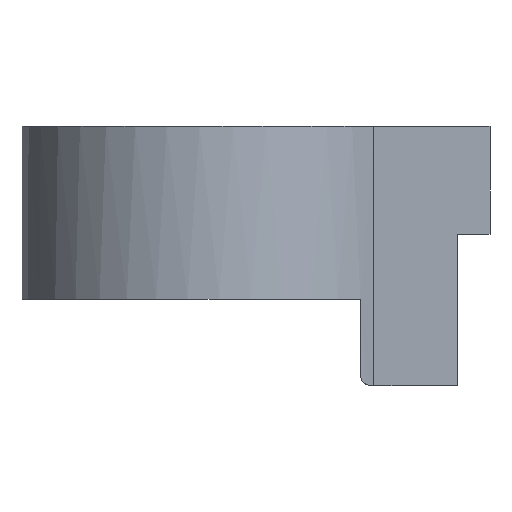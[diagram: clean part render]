
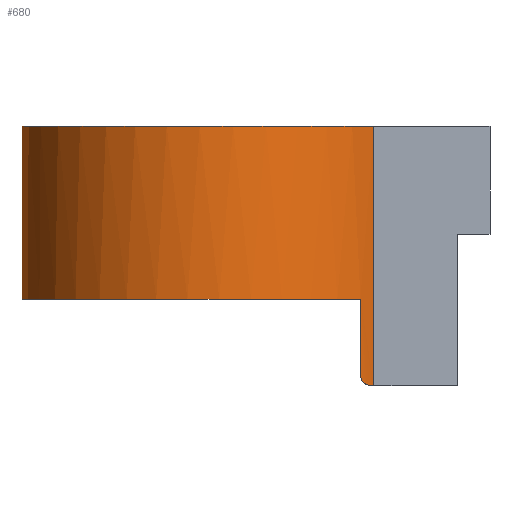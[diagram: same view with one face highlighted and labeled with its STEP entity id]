
A CAD part, front view. The second image highlights one B-rep face of the part: STEP entity #680.
In plain terms, the highlighted cylindrical face has radius 9 mm (diameter 18 mm), a partial arc.
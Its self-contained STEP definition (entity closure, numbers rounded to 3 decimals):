
#40 = VERTEX_POINT('',#41);
#41 = CARTESIAN_POINT('',(-7.168,-1.,12.));
#49 = EDGE_CURVE('',#40,#50,#52,.T.);
#50 = VERTEX_POINT('',#51);
#51 = CARTESIAN_POINT('',(9.122,-5.2,12.));
#52 = CIRCLE('',#53,9.);
#53 = AXIS2_PLACEMENT_3D('',#54,#55,#56);
#54 = CARTESIAN_POINT('',(1.776,0.,12.));
#55 = DIRECTION('',(0.,0.,1.));
#56 = DIRECTION('',(1.,0.,-0.));
#662 = VERTEX_POINT('',#663);
#663 = CARTESIAN_POINT('',(-7.168,-1.,4.));
#669 = EDGE_CURVE('',#662,#40,#670,.T.);
#670 = LINE('',#671,#672);
#671 = CARTESIAN_POINT('',(-7.168,-1.,8.));
#672 = VECTOR('',#673,1.);
#673 = DIRECTION('',(0.,0.,1.));
#680 = ADVANCED_FACE('',(#681),#734,.T.);
#681 = FACE_BOUND('',#682,.T.);
#682 = EDGE_LOOP('',(#683,#694,#700,#701,#702,#711,#719));
#683 = ORIENTED_EDGE('',*,*,#684,.F.);
#684 = EDGE_CURVE('',#685,#687,#689,.T.);
#685 = VERTEX_POINT('',#686);
#686 = CARTESIAN_POINT('',(9.122,-5.2,0.));
#687 = VERTEX_POINT('',#688);
#688 = CARTESIAN_POINT('',(9.,-5.368,0.));
#689 = CIRCLE('',#690,9.);
#690 = AXIS2_PLACEMENT_3D('',#691,#692,#693);
#691 = CARTESIAN_POINT('',(1.776,0.,0.));
#692 = DIRECTION('',(0.,0.,-1.));
#693 = DIRECTION('',(-1.,0.,-0.));
#694 = ORIENTED_EDGE('',*,*,#695,.F.);
#695 = EDGE_CURVE('',#50,#685,#696,.T.);
#696 = LINE('',#697,#698);
#697 = CARTESIAN_POINT('',(9.122,-5.2,6.61));
#698 = VECTOR('',#699,1.);
#699 = DIRECTION('',(0.,0.,-1.));
#700 = ORIENTED_EDGE('',*,*,#49,.F.);
#701 = ORIENTED_EDGE('',*,*,#669,.F.);
#702 = ORIENTED_EDGE('',*,*,#703,.F.);
#703 = EDGE_CURVE('',#704,#662,#706,.T.);
#704 = VERTEX_POINT('',#705);
#705 = CARTESIAN_POINT('',(8.5,-5.983,4.));
#706 = CIRCLE('',#707,9.);
#707 = AXIS2_PLACEMENT_3D('',#708,#709,#710);
#708 = CARTESIAN_POINT('',(1.776,0.,4.));
#709 = DIRECTION('',(0.,0.,-1.));
#710 = DIRECTION('',(-1.,0.,-0.));
#711 = ORIENTED_EDGE('',*,*,#712,.T.);
#712 = EDGE_CURVE('',#704,#713,#715,.T.);
#713 = VERTEX_POINT('',#714);
#714 = CARTESIAN_POINT('',(8.5,-5.983,0.5));
#715 = LINE('',#716,#717);
#716 = CARTESIAN_POINT('',(8.5,-5.983,6.61));
#717 = VECTOR('',#718,1.);
#718 = DIRECTION('',(0.,0.,-1.));
#719 = ORIENTED_EDGE('',*,*,#720,.F.);
#720 = EDGE_CURVE('',#687,#713,#721,.T.);
#721 = B_SPLINE_CURVE_WITH_KNOTS('',5,(#722,#723,#724,#725,#726,#727,
    #728,#729,#730,#731,#732,#733),.UNSPECIFIED.,.F.,.F.,(6,3,3,6),(0.,
    0.542,1.006,1.458),.UNSPECIFIED.);
#722 = CARTESIAN_POINT('',(9.,-5.368,0.));
#723 = CARTESIAN_POINT('',(8.954,-5.43,0.
    ));
#724 = CARTESIAN_POINT('',(8.908,-5.491,0.005
    ));
#725 = CARTESIAN_POINT('',(8.861,-5.551,0.016
    ));
#726 = CARTESIAN_POINT('',(8.774,-5.66,
    0.047));
#727 = CARTESIAN_POINT('',(8.691,-5.762,0.103)
  );
#728 = CARTESIAN_POINT('',(8.653,-5.806,0.135)
  );
#729 = CARTESIAN_POINT('',(8.584,-5.888,0.21)
  );
#730 = CARTESIAN_POINT('',(8.531,-5.948,0.313)
  );
#731 = CARTESIAN_POINT('',(8.51,-5.971,0.372));
#732 = CARTESIAN_POINT('',(8.5,-5.983,0.436));
#733 = CARTESIAN_POINT('',(8.5,-5.983,0.5));
#734 = CYLINDRICAL_SURFACE('',#735,9.);
#735 = AXIS2_PLACEMENT_3D('',#736,#737,#738);
#736 = CARTESIAN_POINT('',(1.776,0.,6.61));
#737 = DIRECTION('',(0.,0.,-1.));
#738 = DIRECTION('',(0.816,-0.578,0.));
